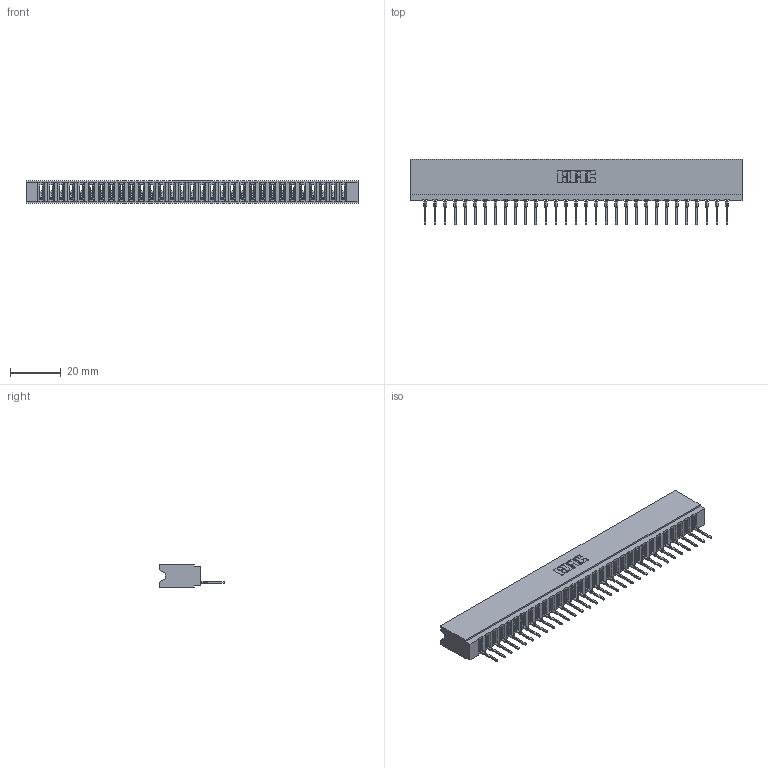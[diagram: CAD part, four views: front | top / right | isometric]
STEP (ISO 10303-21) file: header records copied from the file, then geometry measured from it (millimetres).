
FILE_DESCRIPTION (( 'STEP AP203' ), '1' );
FILE_NAME ('737-031-522-106.STEP', '2026-02-24T23:03:34', ( '' ), ( '' ), 'SwSTEP 2.0', 'SolidWorks 2023', '' );
FILE_SCHEMA (( 'CONFIG_CONTROL_DESIGN' ));
Length unit declared in the file: millimetre
Products named in the file (3): 745-292-001_522; 737 Part_Insulator Option - 06; 737-031-522-106
Assembly tree (32 placements, depth 2):
  737-031-522-106
    737 Part_Insulator Option - 06
    745-292-001_522  x31
Bounding box: 130.71 x 25.92 x 8.89 mm (x, y, z)
Volume: 12636.6 mm3; surface area: 17176.2 mm2
Topology: 32 solids, 32 shells, 3598 faces, 9898 edges, 6246 vertices
Faces by surface type: plane 2163, cylinder 629, bspline 620, torus 186
Entity records: 53709 total; most frequent: CARTESIAN_POINT 9971, ORIENTED_EDGE 9416, DIRECTION 8166, EDGE_CURVE 4708, VECTOR 4340, LINE 4340, VERTEX_POINT 3006, AXIS2_PLACEMENT_3D 1913
